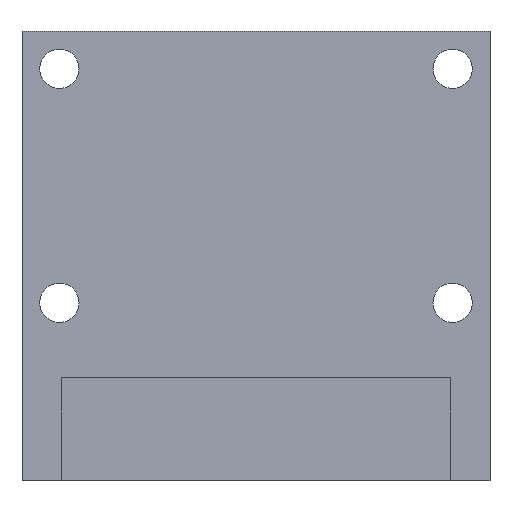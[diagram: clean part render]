
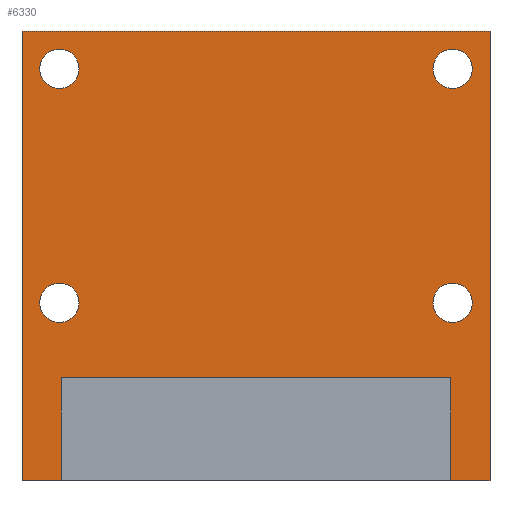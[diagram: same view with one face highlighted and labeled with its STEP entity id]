
A CAD part, front view. The second image highlights one B-rep face of the part: STEP entity #6330.
In plain terms, the highlighted planar face has unit normal (0, -1, 0).
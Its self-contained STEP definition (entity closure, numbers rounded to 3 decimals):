
#253=FACE_BOUND('',#958,.T.);
#254=FACE_BOUND('',#959,.T.);
#255=FACE_BOUND('',#960,.T.);
#256=FACE_BOUND('',#961,.T.);
#404=PLANE('',#6775);
#599=FACE_OUTER_BOUND('',#957,.T.);
#957=EDGE_LOOP('',(#4340,#4341,#4342,#4343,#4344,#4345,#4346,#4347));
#958=EDGE_LOOP('',(#4348,#4349));
#959=EDGE_LOOP('',(#4350,#4351));
#960=EDGE_LOOP('',(#4352,#4353));
#961=EDGE_LOOP('',(#4354,#4355));
#1467=LINE('',#9776,#1912);
#1468=LINE('',#9778,#1913);
#1469=LINE('',#9780,#1914);
#1470=LINE('',#9782,#1915);
#1471=LINE('',#9784,#1916);
#1472=LINE('',#9786,#1917);
#1473=LINE('',#9788,#1918);
#1474=LINE('',#9789,#1919);
#1912=VECTOR('',#7651,1000.);
#1913=VECTOR('',#7652,1000.);
#1914=VECTOR('',#7653,1000.);
#1915=VECTOR('',#7654,1000.);
#1916=VECTOR('',#7655,1000.);
#1917=VECTOR('',#7656,1000.);
#1918=VECTOR('',#7657,1000.);
#1919=VECTOR('',#7658,1000.);
#2345=CIRCLE('',#6755,1.05);
#2346=CIRCLE('',#6756,1.05);
#2349=CIRCLE('',#6760,1.05);
#2350=CIRCLE('',#6761,1.05);
#2353=CIRCLE('',#6765,1.05);
#2354=CIRCLE('',#6766,1.05);
#2357=CIRCLE('',#6770,1.05);
#2358=CIRCLE('',#6771,1.05);
#2732=VERTEX_POINT('',#9717);
#2733=VERTEX_POINT('',#9718);
#2736=VERTEX_POINT('',#9727);
#2737=VERTEX_POINT('',#9728);
#2740=VERTEX_POINT('',#9737);
#2741=VERTEX_POINT('',#9738);
#2744=VERTEX_POINT('',#9747);
#2745=VERTEX_POINT('',#9748);
#2756=VERTEX_POINT('',#9774);
#2757=VERTEX_POINT('',#9775);
#2758=VERTEX_POINT('',#9777);
#2759=VERTEX_POINT('',#9779);
#2760=VERTEX_POINT('',#9781);
#2761=VERTEX_POINT('',#9783);
#2762=VERTEX_POINT('',#9785);
#2763=VERTEX_POINT('',#9787);
#3357=EDGE_CURVE('',#2732,#2733,#2345,.T.);
#3358=EDGE_CURVE('',#2733,#2732,#2346,.T.);
#3362=EDGE_CURVE('',#2736,#2737,#2349,.T.);
#3363=EDGE_CURVE('',#2737,#2736,#2350,.T.);
#3367=EDGE_CURVE('',#2740,#2741,#2353,.T.);
#3368=EDGE_CURVE('',#2741,#2740,#2354,.T.);
#3372=EDGE_CURVE('',#2744,#2745,#2357,.T.);
#3373=EDGE_CURVE('',#2745,#2744,#2358,.T.);
#3385=EDGE_CURVE('',#2756,#2757,#1467,.T.);
#3386=EDGE_CURVE('',#2758,#2756,#1468,.T.);
#3387=EDGE_CURVE('',#2759,#2758,#1469,.T.);
#3388=EDGE_CURVE('',#2760,#2759,#1470,.T.);
#3389=EDGE_CURVE('',#2761,#2760,#1471,.T.);
#3390=EDGE_CURVE('',#2762,#2761,#1472,.T.);
#3391=EDGE_CURVE('',#2763,#2762,#1473,.T.);
#3392=EDGE_CURVE('',#2757,#2763,#1474,.T.);
#4340=ORIENTED_EDGE('',*,*,#3385,.F.);
#4341=ORIENTED_EDGE('',*,*,#3386,.F.);
#4342=ORIENTED_EDGE('',*,*,#3387,.F.);
#4343=ORIENTED_EDGE('',*,*,#3388,.F.);
#4344=ORIENTED_EDGE('',*,*,#3389,.F.);
#4345=ORIENTED_EDGE('',*,*,#3390,.F.);
#4346=ORIENTED_EDGE('',*,*,#3391,.F.);
#4347=ORIENTED_EDGE('',*,*,#3392,.F.);
#4348=ORIENTED_EDGE('',*,*,#3372,.T.);
#4349=ORIENTED_EDGE('',*,*,#3373,.T.);
#4350=ORIENTED_EDGE('',*,*,#3367,.T.);
#4351=ORIENTED_EDGE('',*,*,#3368,.T.);
#4352=ORIENTED_EDGE('',*,*,#3362,.T.);
#4353=ORIENTED_EDGE('',*,*,#3363,.T.);
#4354=ORIENTED_EDGE('',*,*,#3357,.T.);
#4355=ORIENTED_EDGE('',*,*,#3358,.T.);
#6330=ADVANCED_FACE('',(#599,#253,#254,#255,#256),#404,.F.);
#6755=AXIS2_PLACEMENT_3D('',#9719,#7597,#7598);
#6756=AXIS2_PLACEMENT_3D('',#9720,#7599,#7600);
#6760=AXIS2_PLACEMENT_3D('',#9729,#7608,#7609);
#6761=AXIS2_PLACEMENT_3D('',#9730,#7610,#7611);
#6765=AXIS2_PLACEMENT_3D('',#9739,#7619,#7620);
#6766=AXIS2_PLACEMENT_3D('',#9740,#7621,#7622);
#6770=AXIS2_PLACEMENT_3D('',#9749,#7630,#7631);
#6771=AXIS2_PLACEMENT_3D('',#9750,#7632,#7633);
#6775=AXIS2_PLACEMENT_3D('',#9773,#7649,#7650);
#7597=DIRECTION('center_axis',(0.,1.,0.));
#7598=DIRECTION('ref_axis',(0.,0.,-1.));
#7599=DIRECTION('center_axis',(0.,1.,0.));
#7600=DIRECTION('ref_axis',(0.,0.,-1.));
#7608=DIRECTION('center_axis',(0.,1.,0.));
#7609=DIRECTION('ref_axis',(0.,0.,-1.));
#7610=DIRECTION('center_axis',(0.,1.,0.));
#7611=DIRECTION('ref_axis',(0.,0.,-1.));
#7619=DIRECTION('center_axis',(0.,1.,0.));
#7620=DIRECTION('ref_axis',(0.,0.,1.));
#7621=DIRECTION('center_axis',(0.,1.,0.));
#7622=DIRECTION('ref_axis',(0.,0.,1.));
#7630=DIRECTION('center_axis',(0.,1.,0.));
#7631=DIRECTION('ref_axis',(0.,0.,1.));
#7632=DIRECTION('center_axis',(0.,1.,0.));
#7633=DIRECTION('ref_axis',(0.,0.,1.));
#7649=DIRECTION('center_axis',(0.,1.,0.));
#7650=DIRECTION('ref_axis',(0.,0.,1.));
#7651=DIRECTION('',(0.,0.,-1.));
#7652=DIRECTION('',(1.,0.,0.));
#7653=DIRECTION('',(0.,0.,1.));
#7654=DIRECTION('',(-1.,0.,0.));
#7655=DIRECTION('',(0.,0.,-1.));
#7656=DIRECTION('',(1.,0.,0.));
#7657=DIRECTION('',(0.,0.,1.));
#7658=DIRECTION('',(1.,0.,0.));
#9717=CARTESIAN_POINT('',(-10.5,-0.9,-11.45));
#9718=CARTESIAN_POINT('',(-10.5,-0.9,-13.55));
#9719=CARTESIAN_POINT('Origin',(-10.5,-0.9,-12.5));
#9720=CARTESIAN_POINT('Origin',(-10.5,-0.9,-12.5));
#9727=CARTESIAN_POINT('',(-10.5,-0.9,1.05));
#9728=CARTESIAN_POINT('',(-10.5,-0.9,-1.05));
#9729=CARTESIAN_POINT('Origin',(-10.5,-0.9,0.));
#9730=CARTESIAN_POINT('Origin',(-10.5,-0.9,0.));
#9737=CARTESIAN_POINT('',(10.5,-0.9,1.05));
#9738=CARTESIAN_POINT('',(10.5,-0.9,-1.05));
#9739=CARTESIAN_POINT('Origin',(10.5,-0.9,0.));
#9740=CARTESIAN_POINT('Origin',(10.5,-0.9,0.));
#9747=CARTESIAN_POINT('',(10.5,-0.9,-11.45));
#9748=CARTESIAN_POINT('',(10.5,-0.9,-13.55));
#9749=CARTESIAN_POINT('Origin',(10.5,-0.9,-12.5));
#9750=CARTESIAN_POINT('Origin',(10.5,-0.9,-12.5));
#9773=CARTESIAN_POINT('Origin',(0.,-0.9,0.));
#9774=CARTESIAN_POINT('',(-10.4,-0.9,9.5));
#9775=CARTESIAN_POINT('',(-10.4,-0.9,4.));
#9776=CARTESIAN_POINT('',(-10.4,-0.9,9.5));
#9777=CARTESIAN_POINT('',(-12.5,-0.9,9.5));
#9778=CARTESIAN_POINT('',(-12.5,-0.9,9.5));
#9779=CARTESIAN_POINT('',(-12.5,-0.9,-14.5));
#9780=CARTESIAN_POINT('',(-12.5,-0.9,-14.5));
#9781=CARTESIAN_POINT('',(12.5,-0.9,-14.5));
#9782=CARTESIAN_POINT('',(-12.5,-0.9,-14.5));
#9783=CARTESIAN_POINT('',(12.5,-0.9,9.5));
#9784=CARTESIAN_POINT('',(12.5,-0.9,-14.5));
#9785=CARTESIAN_POINT('',(10.4,-0.9,9.5));
#9786=CARTESIAN_POINT('',(-12.5,-0.9,9.5));
#9787=CARTESIAN_POINT('',(10.4,-0.9,4.));
#9788=CARTESIAN_POINT('',(10.4,-0.9,9.5));
#9789=CARTESIAN_POINT('',(-10.4,-0.9,4.));
